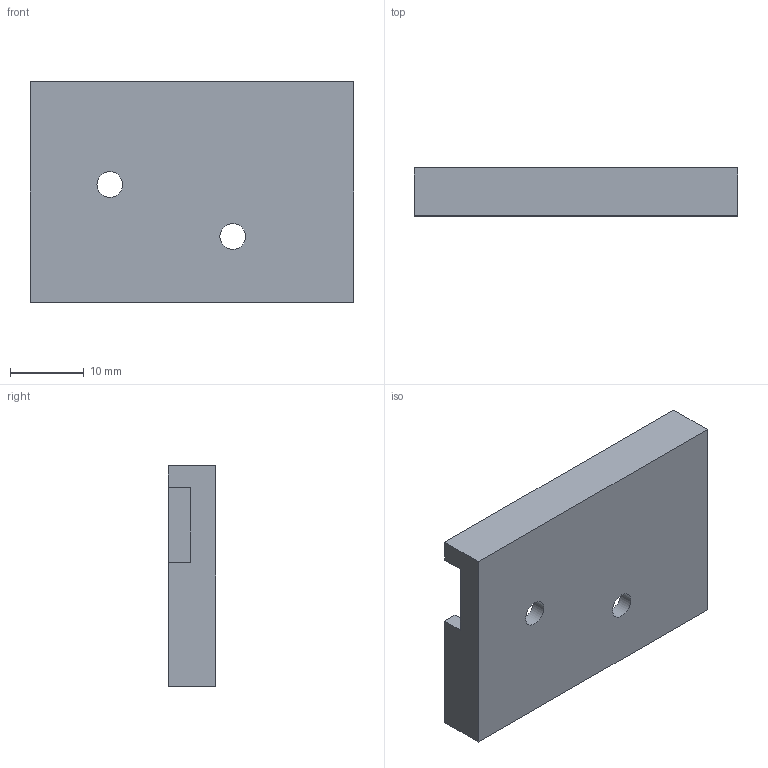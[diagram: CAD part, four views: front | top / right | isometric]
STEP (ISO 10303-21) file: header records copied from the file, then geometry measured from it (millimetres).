
FILE_DESCRIPTION(/* description */ ('STEP AP242','CAx-IF Rec.Pracs.---Representation and Presentation of Product Manufacturing Information (PMI)---4.0---2014-10-13','CAx-IF Rec.Pracs.---3D Tessellated Geometry---0.4---2014-09-14','2;1'),/* implementation_level */ '2;1');
FILE_NAME(/* name */ '687faf1f05a60142dc48c1e1',/* time_stamp */ '2025-07-22T15:32:47Z',/* author */ (''),/* organization */ (''),/* preprocessor_version */ 'ST-DEVELOPER v20',/* originating_system */ 'ONSHAPE BY PTC INC, 1.201',/* authorisation */ ' ');
FILE_SCHEMA (('AP242_MANAGED_MODEL_BASED_3D_ENGINEERING_MIM_LF { 1 0 10303 442 1 1 4 }'));
Length unit declared in the file: metre
Products named in the file (1): Buslinker Carrier
Bounding box: 44 x 6.5 x 30 mm (x, y, z)
Volume: 3821.4 mm3; surface area: 4199.2 mm2
Topology: 1 solids, 1 shells, 32 faces, 89 edges, 59 vertices
Faces by surface type: plane 30, cylinder 2
Full cylindrical faces by diameter (mm): 3.5 x2
Entity records: 1029 total; most frequent: CARTESIAN_POINT 179, ORIENTED_EDGE 174, DIRECTION 157, EDGE_CURVE 87, LINE 83, VECTOR 83, VERTEX_POINT 59, EDGE_LOOP 38
